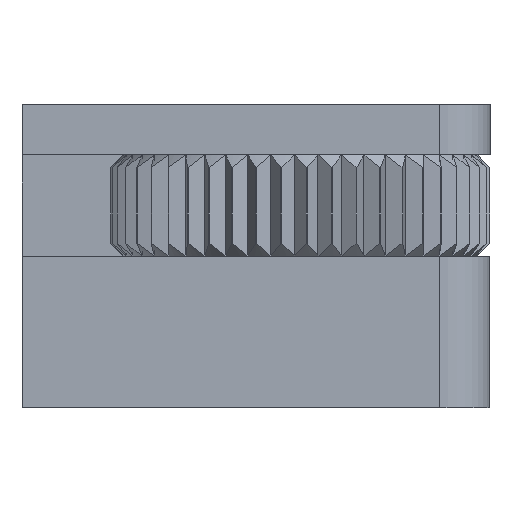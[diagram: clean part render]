
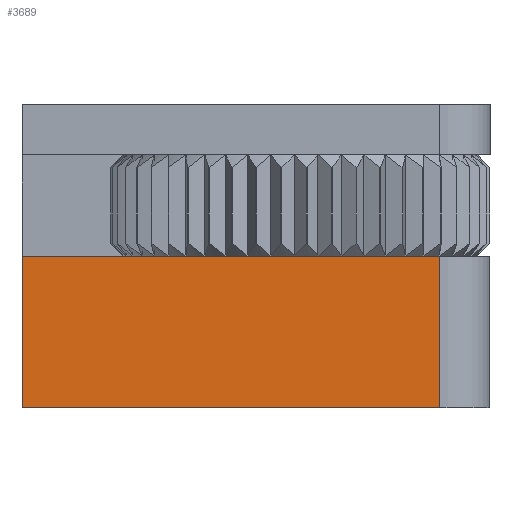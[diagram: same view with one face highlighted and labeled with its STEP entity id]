
A CAD part, left-side view. The second image highlights one B-rep face of the part: STEP entity #3689.
In plain terms, the highlighted planar face has unit normal (-1, 0, 0).
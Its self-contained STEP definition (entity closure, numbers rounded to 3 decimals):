
#326=PLANE('',#4047);
#441=FACE_OUTER_BOUND('',#711,.T.);
#711=EDGE_LOOP('',(#2497,#2498,#2499,#2500));
#980=LINE('',#5682,#1162);
#984=LINE('',#5693,#1166);
#986=LINE('',#5703,#1168);
#994=LINE('',#5727,#1176);
#1162=VECTOR('',#4541,10.);
#1166=VECTOR('',#4549,10.);
#1168=VECTOR('',#4559,10.);
#1176=VECTOR('',#4581,10.);
#1556=VERTEX_POINT('',#5671);
#1560=VERTEX_POINT('',#5680);
#1565=VERTEX_POINT('',#5692);
#1569=VERTEX_POINT('',#5702);
#1887=EDGE_CURVE('',#1560,#1556,#980,.T.);
#1892=EDGE_CURVE('',#1560,#1565,#984,.T.);
#1897=EDGE_CURVE('',#1556,#1569,#986,.T.);
#1909=EDGE_CURVE('',#1565,#1569,#994,.T.);
#2497=ORIENTED_EDGE('',*,*,#1897,.F.);
#2498=ORIENTED_EDGE('',*,*,#1887,.F.);
#2499=ORIENTED_EDGE('',*,*,#1892,.T.);
#2500=ORIENTED_EDGE('',*,*,#1909,.T.);
#3689=ADVANCED_FACE('',(#441),#326,.F.);
#4047=AXIS2_PLACEMENT_3D('',#5726,#4579,#4580);
#4541=DIRECTION('',(0.,1.,0.));
#4549=DIRECTION('',(0.,0.,1.));
#4559=DIRECTION('',(0.,0.,1.));
#4579=DIRECTION('center_axis',(1.,0.,0.));
#4580=DIRECTION('ref_axis',(0.,0.,
1.));
#4581=DIRECTION('',(0.,1.,0.));
#5671=CARTESIAN_POINT('',(-17.,-11.02,-6.));
#5680=CARTESIAN_POINT('',(-17.,-17.,-6.));
#5682=CARTESIAN_POINT('',(-17.,-5.,-6.));
#5692=CARTESIAN_POINT('',(-17.,-17.,10.5));
#5693=CARTESIAN_POINT('',(-17.,-17.,12.5));
#5702=CARTESIAN_POINT('',(-17.,-11.02,10.5));
#5703=CARTESIAN_POINT('',(-17.,-11.02,-1.375));
#5726=CARTESIAN_POINT('Origin',(-17.,-5.,-6.));
#5727=CARTESIAN_POINT('',(-17.,-5.,10.5));
